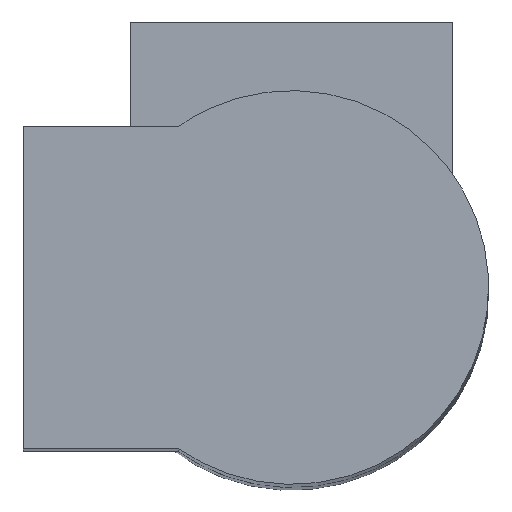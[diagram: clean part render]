
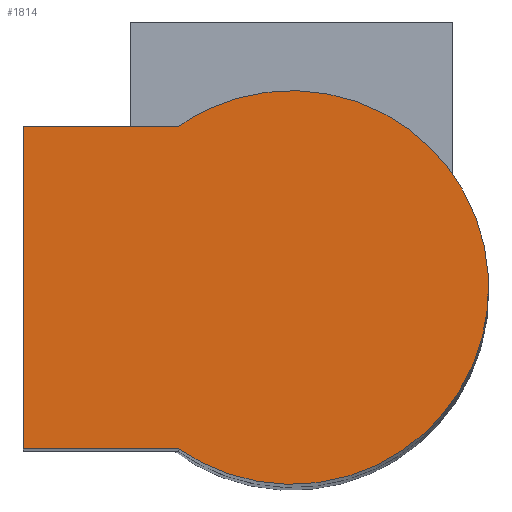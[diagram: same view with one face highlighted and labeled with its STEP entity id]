
A CAD part, top view. The second image highlights one B-rep face of the part: STEP entity #1814.
In plain terms, the highlighted free-form (B-spline) face has degree [1, 1] with [2, 2] control points.
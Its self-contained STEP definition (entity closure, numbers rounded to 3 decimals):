
#1767=CARTESIAN_POINT('',(-8.149,6.049,95.));
#1768=CARTESIAN_POINT('',(6.149,6.049,95.));
#1769=CARTESIAN_POINT('',(-8.149,-6.049,95.));
#1770=CARTESIAN_POINT('',(6.149,-6.049,95.));
#1771=B_SPLINE_SURFACE_WITH_KNOTS('',1,1,((#1767,#1769),(#1768,#1770)),.UNSPECIFIED.,.F.,.F.,.U.,(2,2),(2,2),(0.0,14.299),(0.0,12.099),.UNSPECIFIED.);
#1772=CARTESIAN_POINT('',(-7.5,4.5,95.));
#1773=VERTEX_POINT('',#1772);
#1774=CARTESIAN_POINT('',(-3.162,4.5,95.));
#1775=VERTEX_POINT('',#1774);
#1776=CARTESIAN_POINT('',(-7.5,4.5,95.));
#1777=CARTESIAN_POINT('',(-3.162,4.5,95.));
#1778=QUASI_UNIFORM_CURVE('',1,(#1776,#1777),.UNSPECIFIED.,.F.,.U.);
#1779=EDGE_CURVE('',#1773,#1775,#1778,.T.);
#1780=ORIENTED_EDGE('',*,*,#1779,.F.);
#1781=CARTESIAN_POINT('',(-7.5,-4.5,95.));
#1782=VERTEX_POINT('',#1781);
#1783=CARTESIAN_POINT('',(-7.5,-4.5,95.));
#1784=CARTESIAN_POINT('',(-7.5,4.5,95.));
#1785=QUASI_UNIFORM_CURVE('',1,(#1783,#1784),.UNSPECIFIED.,.F.,.U.);
#1786=EDGE_CURVE('',#1782,#1773,#1785,.T.);
#1787=ORIENTED_EDGE('',*,*,#1786,.F.);
#1788=CARTESIAN_POINT('',(-3.162,-4.5,95.));
#1789=VERTEX_POINT('',#1788);
#1790=CARTESIAN_POINT('',(-3.162,-4.5,95.));
#1791=CARTESIAN_POINT('',(-7.5,-4.5,95.));
#1792=QUASI_UNIFORM_CURVE('',1,(#1790,#1791),.UNSPECIFIED.,.F.,.U.);
#1793=EDGE_CURVE('',#1789,#1782,#1792,.T.);
#1794=ORIENTED_EDGE('',*,*,#1793,.F.);
#1795=CARTESIAN_POINT('',(-3.162,-4.5,95.));
#1796=CARTESIAN_POINT('',(0.847,-7.317,95.));
#1797=CARTESIAN_POINT('',(4.107,-3.659,95.));
#1798=CARTESIAN_POINT('',(7.366,0.,95.));
#1799=CARTESIAN_POINT('',(4.107,3.659,95.));
#1800=CARTESIAN_POINT('',(0.847,7.317,95.));
#1801=CARTESIAN_POINT('',(-3.162,4.5,95.));
#1809=(BOUNDED_CURVE()B_SPLINE_CURVE(2,(#1795,#1796,#1797,#1798,#1799,#1800,#1801),.UNSPECIFIED.,.F.,.U.)B_SPLINE_CURVE_WITH_KNOTS((3,2,2,3),(0.0,0.333,0.667,1.0),.UNSPECIFIED.)CURVE()GEOMETRIC_REPRESENTATION_ITEM()RATIONAL_B_SPLINE_CURVE((1.0,0.747,1.0,0.747,1.0,0.747,1.0))REPRESENTATION_ITEM(''));
#1810=EDGE_CURVE('',#1789,#1775,#1809,.T.);
#1811=ORIENTED_EDGE('',*,*,#1810,.T.);
#1812=EDGE_LOOP('',(#1780,#1787,#1794,#1811));
#1813=FACE_OUTER_BOUND('',#1812,.T.);
#1814=ADVANCED_FACE('',(#1813),#1771,.F.);
